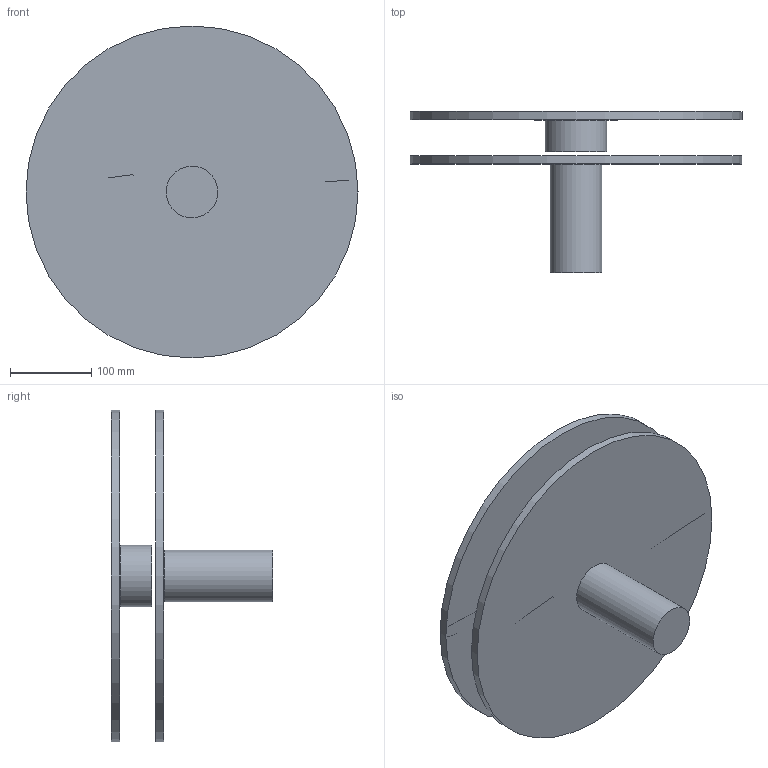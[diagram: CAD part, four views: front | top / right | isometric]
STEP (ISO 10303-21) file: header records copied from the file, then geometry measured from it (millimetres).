
FILE_DESCRIPTION(/* description */ (''),/* implementation_level */ '2;1');
FILE_NAME(/* name */ 'Simplified Coaxial Drone.step',/* time_stamp */ '2022-12-14T11:22:31+08:00',/* author */ (''),/* organization */ (''),/* preprocessor_version */ 'ST-DEVELOPER v19.2',/* originating_system */ 'Autodesk Translation Framework v11.17.0.187',/* authorisation */ '');
FILE_SCHEMA (('AUTOMOTIVE_DESIGN { 1 0 10303 214 3 1 1 }'));
Length unit declared in the file: millimetre
Products named in the file (6): Coaxial Drone Simlified; heli blade.cw; heli blade.cww; case3; heli blade.cww (1); heli blade.cw (1)
Assembly tree (5 placements, depth 2):
  Coaxial Drone Simlified
    heli blade.cw
    heli blade.cww
    case3
    heli blade.cww (1)
    heli blade.cw (1)
Bounding box: 408.02 x 197.96 x 408.02 mm (x, y, z)
Volume: 3235202 mm3; surface area: 632074.9 mm2
Topology: 7 solids, 7 shells, 93 faces, 237 edges, 158 vertices
Faces by surface type: plane 52, bspline 29, cylinder 12
Full cylindrical faces by diameter (mm): 63.6 x1, 75.6 x1, 408 x1, 408.02 x1
Entity records: 5637 total; most frequent: CARTESIAN_POINT 3462, ORIENTED_EDGE 474, DIRECTION 321, EDGE_CURVE 237, VERTEX_POINT 158, LINE 111, VECTOR 111, AXIS2_PLACEMENT_3D 105
